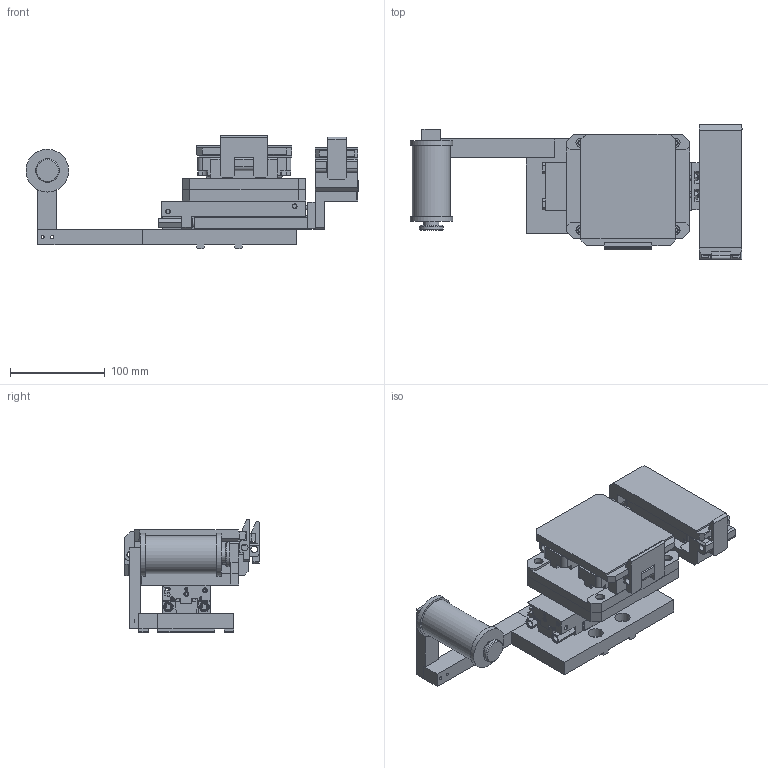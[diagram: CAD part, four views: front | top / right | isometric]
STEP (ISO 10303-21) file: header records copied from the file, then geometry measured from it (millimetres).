
FILE_DESCRIPTION(/* description */ (''),/* implementation_level */ '2;1');
FILE_NAME(/* name */ 'Spool.step',/* time_stamp */ '2017-02-01T22:31:00-05:00',/* author */ (''),/* organization */ (''),/* preprocessor_version */ 'ST-DEVELOPER v16.5',/* originating_system */ 'Autodesk Translation Framework v5.2.0.2920',/* authorisation */ '');
FILE_SCHEMA (('AUTOMOTIVE_DESIGN { 1 0 10303 214 3 1 1 }'));
Length unit declared in the file: millimetre
Products named in the file (47): 9.2.7 Material Advance Assembly v47; #27567; Component1; #27569; Component2; 10403.04 Fixed clamp base v14; Component1_1; 10403.06 Latch, Fixed clamp v3; Component1_2; 10403.05 Fixed clamp cover v9; Component2_1; 10403.13 Latch, Index clamp v11; Component2_2; 10403.12 Yoke, Latch v7; Component1_3; 10403.16 Index clamp cover v11; Component1_4; 10403.01 Roller upright v5; Component1_5; 10403.03 L Bracket v7; Component1_6; 10403.17 8020 Mounting plate v9; Component2_3; Festo EV 20-75-5 v1; Festo EV 20-75-5 v1_1; Festo EV 20-75-5 v1_2; 75-5_1; 75-5_2; HI_DIN-913 - M5x5; #27595; Component1_7; Festo Slide 170559 v4; _170559 SLT-10-80-P-A; _SLT-10-80---(MITN); _199168 SLT-10-80; _DIN-912 - M4x12(F); _369883 SLT; _SLT-101080---(HUE); _382089 SLTE---(BB); _382090 SLT-10 ...
Assembly tree (61 placements, depth 3):
  9.2.7 Material Advance Assembly v47
    #27567
      Component1
    #27569
      Component2
    10403.04 Fixed clamp base v14
      Component1_1
    10403.06 Latch, Fixed clamp v3
      Component1_2
    10403.05 Fixed clamp cover v9
      Component2_1
    10403.13 Latch, Index clamp v11
      Component2_2
    10403.12 Yoke, Latch v7
      Component1_3
    10403.16 Index clamp cover v11
      Component1_4
    10403.01 Roller upright v5
      Component1_5
    10403.03 L Bracket v7
      Component1_6
    10403.17 8020 Mounting plate v9
      Component2_3
    Festo EV 20-75-5 v1
      75-5_1
      75-5_2
      HI_DIN-913 - M5x5
    Festo EV 20-75-5 v1_1
      75-5_1
      75-5_2
      HI_DIN-913 - M5x5
    Festo EV 20-75-5 v1_2
      75-5_1
      75-5_2
      HI_DIN-913 - M5x5
    #27595
      Component1_7
    Festo Slide 170559 v4
      _170559 SLT-10-80-P-A
      _SLT-10-80---(MITN)
      _199168 SLT-10-80
      _382089 SLTE---(BB)  x2
      _382090 SLT-10  x2
      _SLT-101080---(HUE)  x2
      _369883 SLT  x2
      _DIN-912 - M4x12(F)  x2
      HI_DIN-913 - M5x4  x2
    45mm Spool
    9.2.7 # 7 Hinge v6
      Component4
    95610A170  Nylon washer  x4
    #27611
      Component1_8
Bounding box: 349.5 x 142 x 119 mm (x, y, z)
Volume: 1460133.4 mm3; surface area: 392304.6 mm2
Topology: 43 solids, 43 shells, 1283 faces, 3069 edges, 1982 vertices
Faces by surface type: plane 676, cylinder 396, cone 192, torus 19
Full cylindrical faces by diameter (mm): 1.5 x2, 2.459 x5, 3.242 x6, 3.332 x12, 4 x8, 4.134 x10, 4.2 x2, 4.234 x28, 4.3 x4, 4.4 x8, 4.7 x2, 4.8 x6, 5 x15, 5.035 x7, 5.3 x14, 5.5 x15, 5.8 x2, 6 x3, 6.4 x4, 6.5 x1, 6.647 x2, 6.917 x2, 7 x14, 7.6 x1, 8 x33, 8.5 x4, 9.5 x15, 10 x4, 12 x4, 12.2 x2
Entity records: 27670 total; most frequent: DIRECTION 4726, CARTESIAN_POINT 4610, ORIENTED_EDGE 3830, EDGE_CURVE 1915, AXIS2_PLACEMENT_3D 1786, EDGE_LOOP 1551, VERTEX_POINT 1416, LINE 1154
